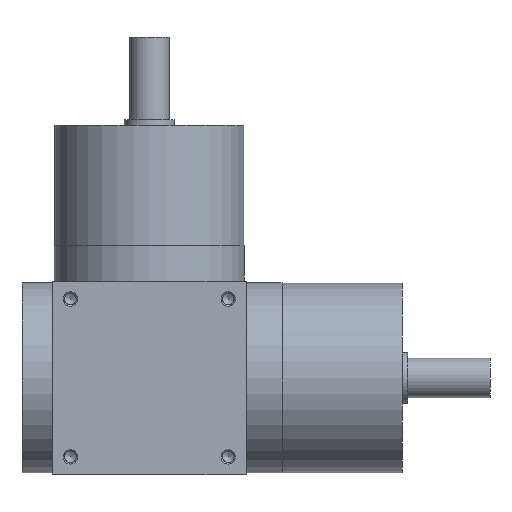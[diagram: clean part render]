
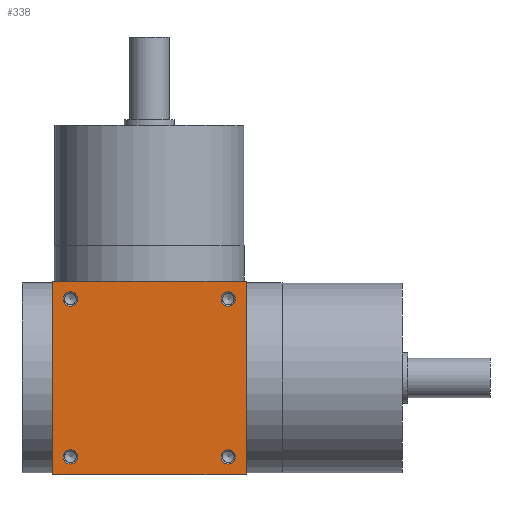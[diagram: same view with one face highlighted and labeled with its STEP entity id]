
A CAD part, front view. The second image highlights one B-rep face of the part: STEP entity #338.
In plain terms, the highlighted planar face has unit normal (0, -1, 0).
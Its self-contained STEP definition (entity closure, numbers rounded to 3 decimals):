
#338 = ADVANCED_FACE( '', ( #769, #770, #771, #772, #773 ), #774, .F. );
#769 = FACE_BOUND( '', #1312, .T. );
#770 = FACE_BOUND( '', #1313, .T. );
#771 = FACE_BOUND( '', #1314, .T. );
#772 = FACE_BOUND( '', #1315, .T. );
#773 = FACE_OUTER_BOUND( '', #1316, .T. );
#774 = PLANE( '', #1317 );
#1312 = EDGE_LOOP( '', ( #2079 ) );
#1313 = EDGE_LOOP( '', ( #2080 ) );
#1314 = EDGE_LOOP( '', ( #2081 ) );
#1315 = EDGE_LOOP( '', ( #2082 ) );
#1316 = EDGE_LOOP( '', ( #2083, #2084, #2085, #2086 ) );
#1317 = AXIS2_PLACEMENT_3D( '', #2087, #2088, #2089 );
#2079 = ORIENTED_EDGE( '', *, *, #2743, .T. );
#2080 = ORIENTED_EDGE( '', *, *, #2785, .T. );
#2081 = ORIENTED_EDGE( '', *, *, #2786, .F. );
#2082 = ORIENTED_EDGE( '', *, *, #2787, .F. );
#2083 = ORIENTED_EDGE( '', *, *, #2788, .T. );
#2084 = ORIENTED_EDGE( '', *, *, #2789, .F. );
#2085 = ORIENTED_EDGE( '', *, *, #2603, .F. );
#2086 = ORIENTED_EDGE( '', *, *, #2790, .T. );
#2087 = CARTESIAN_POINT( '', ( -27., -27., 27. ) );
#2088 = DIRECTION( '', ( 0., 1., 0. ) );
#2089 = DIRECTION( '', ( 0., 0., 1. ) );
#2603 = EDGE_CURVE( '', #3010, #3012, #3013, .T. );
#2743 = EDGE_CURVE( '', #3222, #3222, #3223, .T. );
#2785 = EDGE_CURVE( '', #3281, #3281, #3282, .T. );
#2786 = EDGE_CURVE( '', #3283, #3283, #3284, .T. );
#2787 = EDGE_CURVE( '', #3285, #3285, #3286, .T. );
#2788 = EDGE_CURVE( '', #3287, #3288, #3289, .T. );
#2789 = EDGE_CURVE( '', #3012, #3288, #3290, .T. );
#2790 = EDGE_CURVE( '', #3010, #3287, #3291, .T. );
#3010 = VERTEX_POINT( '', #3556 );
#3012 = VERTEX_POINT( '', #3559 );
#3013 = LINE( '', #3560, #3561 );
#3222 = VERTEX_POINT( '', #3772 );
#3223 = CIRCLE( '', #3773, 2. );
#3281 = VERTEX_POINT( '', #3833 );
#3282 = CIRCLE( '', #3834, 2. );
#3283 = VERTEX_POINT( '', #3835 );
#3284 = CIRCLE( '', #3836, 2. );
#3285 = VERTEX_POINT( '', #3837 );
#3286 = CIRCLE( '', #3838, 2. );
#3287 = VERTEX_POINT( '', #3839 );
#3288 = VERTEX_POINT( '', #3840 );
#3289 = LINE( '', #3841, #3842 );
#3290 = LINE( '', #3843, #3844 );
#3291 = LINE( '', #3845, #3846 );
#3556 = CARTESIAN_POINT( '', ( -27., -27., 27. ) );
#3559 = CARTESIAN_POINT( '', ( 27., -27., 27. ) );
#3560 = CARTESIAN_POINT( '', ( -27., -27., 27. ) );
#3561 = VECTOR( '', #4140, 1000. );
#3772 = CARTESIAN_POINT( '', ( -22., -27., -20. ) );
#3773 = AXIS2_PLACEMENT_3D( '', #4416, #4417, #4418 );
#3833 = CARTESIAN_POINT( '', ( -22., -27., 24. ) );
#3834 = AXIS2_PLACEMENT_3D( '', #4490, #4491, #4492 );
#3835 = CARTESIAN_POINT( '', ( 22., -27., -24. ) );
#3836 = AXIS2_PLACEMENT_3D( '', #4493, #4494, #4495 );
#3837 = CARTESIAN_POINT( '', ( 22., -27., 20. ) );
#3838 = AXIS2_PLACEMENT_3D( '', #4496, #4497, #4498 );
#3839 = CARTESIAN_POINT( '', ( -27., -27., -27. ) );
#3840 = CARTESIAN_POINT( '', ( 27., -27., -27. ) );
#3841 = CARTESIAN_POINT( '', ( -27., -27., -27. ) );
#3842 = VECTOR( '', #4499, 1000. );
#3843 = CARTESIAN_POINT( '', ( 27., -27., 27. ) );
#3844 = VECTOR( '', #4500, 1000. );
#3845 = CARTESIAN_POINT( '', ( -27., -27., 27. ) );
#3846 = VECTOR( '', #4501, 1000. );
#4140 = DIRECTION( '', ( 1., 0., 0. ) );
#4416 = CARTESIAN_POINT( '', ( -22., -27., -22. ) );
#4417 = DIRECTION( '', ( 0., 1., 0. ) );
#4418 = DIRECTION( '', ( 0., 0., 1. ) );
#4490 = CARTESIAN_POINT( '', ( -22., -27., 22. ) );
#4491 = DIRECTION( '', ( 0., 1., 0. ) );
#4492 = DIRECTION( '', ( 0., 0., 1. ) );
#4493 = CARTESIAN_POINT( '', ( 22., -27., -22. ) );
#4494 = DIRECTION( '', ( 0., -1., 0. ) );
#4495 = DIRECTION( '', ( 0., 0., -1. ) );
#4496 = CARTESIAN_POINT( '', ( 22., -27., 22. ) );
#4497 = DIRECTION( '', ( 0., -1., 0. ) );
#4498 = DIRECTION( '', ( 0., 0., -1. ) );
#4499 = DIRECTION( '', ( 1., 0., 0. ) );
#4500 = DIRECTION( '', ( 0., 0., -1. ) );
#4501 = DIRECTION( '', ( 0., 0., -1. ) );
